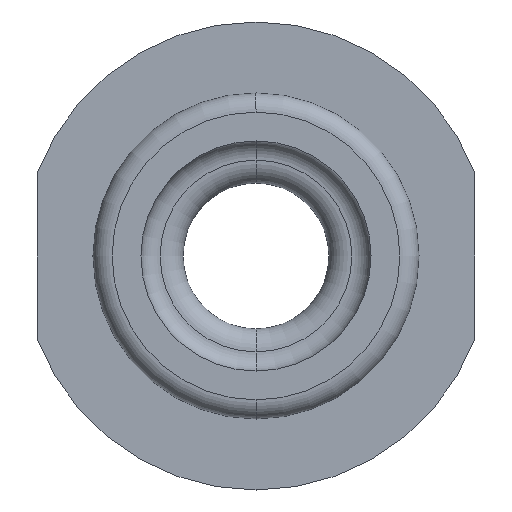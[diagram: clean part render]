
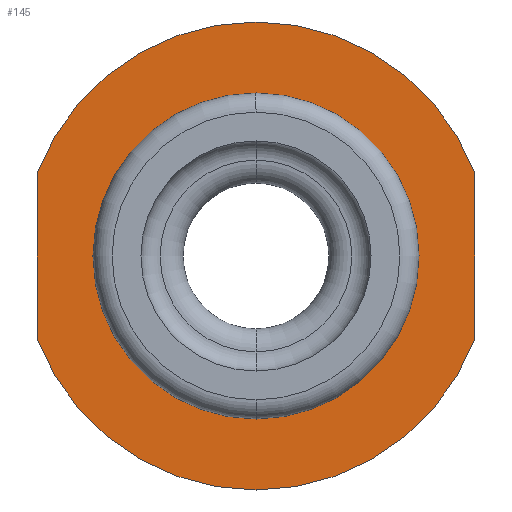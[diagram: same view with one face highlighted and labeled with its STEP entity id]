
A CAD part, front view. The second image highlights one B-rep face of the part: STEP entity #145.
In plain terms, the highlighted planar face has unit normal (0, -1, 0).
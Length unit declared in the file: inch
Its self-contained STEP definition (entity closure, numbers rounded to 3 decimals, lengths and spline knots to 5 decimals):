
#22 = FACE_BOUND ( 'NONE', #154, .T. ) ;
#27 = AXIS2_PLACEMENT_3D ( 'NONE', #275, #614, #280 ) ;
#45 = CARTESIAN_POINT ( 'NONE',  ( 0.057, -0.005, 0.02173 ) ) ;
#51 = EDGE_CURVE ( 'NONE', #466, #235, #61, .T. ) ;
#61 = CIRCLE ( 'NONE', #290, 0.061 ) ;
#63 = DIRECTION ( 'NONE',  ( 0., 0., -1. ) ) ;
#69 = CARTESIAN_POINT ( 'NONE',  ( 0., -0.005, -0.061 ) ) ;
#86 = CARTESIAN_POINT ( 'NONE',  ( 0., -0.005, 0. ) ) ;
#106 = LINE ( 'NONE', #641, #635 ) ;
#122 = AXIS2_PLACEMENT_3D ( 'NONE', #200, #667, #63 ) ;
#133 = CARTESIAN_POINT ( 'NONE',  ( 0., -0.005, 0.0425 ) ) ;
#142 = DIRECTION ( 'NONE',  ( 0., 0., 1. ) ) ;
#145 = ADVANCED_FACE ( 'NONE', ( #22, #562 ), #223, .F. ) ;
#150 = CIRCLE ( 'NONE', #27, 0.0425 ) ;
#154 = EDGE_LOOP ( 'NONE', ( #378, #791 ) ) ;
#186 = VERTEX_POINT ( 'NONE', #372 ) ;
#200 = CARTESIAN_POINT ( 'NONE',  ( 0., -0.005, 0. ) ) ;
#203 = CARTESIAN_POINT ( 'NONE',  ( -0.057, -0.005, 0.02173 ) ) ;
#213 = CIRCLE ( 'NONE', #418, 0.061 ) ;
#219 = CARTESIAN_POINT ( 'NONE',  ( 0., -0.005, 0. ) ) ;
#223 = PLANE ( 'NONE',  #786 ) ;
#231 = DIRECTION ( 'NONE',  ( 0., -1., 0. ) ) ;
#235 = VERTEX_POINT ( 'NONE', #506 ) ;
#246 = EDGE_CURVE ( 'NONE', #782, #186, #106, .T. ) ;
#272 = VERTEX_POINT ( 'NONE', #133 ) ;
#275 = CARTESIAN_POINT ( 'NONE',  ( 0., -0.005, 0. ) ) ;
#280 = DIRECTION ( 'NONE',  ( 0., 0., -1. ) ) ;
#285 = DIRECTION ( 'NONE',  ( 0., -1., 0. ) ) ;
#290 = AXIS2_PLACEMENT_3D ( 'NONE', #86, #683, #748 ) ;
#317 = DIRECTION ( 'NONE',  ( 0., 0., -1. ) ) ;
#340 = EDGE_CURVE ( 'NONE', #186, #466, #769, .T. ) ;
#348 = LINE ( 'NONE', #551, #407 ) ;
#365 = CARTESIAN_POINT ( 'NONE',  ( 0., -0.005, 0. ) ) ;
#371 = CIRCLE ( 'NONE', #527, 0.0425 ) ;
#372 = CARTESIAN_POINT ( 'NONE',  ( -0.057, -0.005, -0.02173 ) ) ;
#378 = ORIENTED_EDGE ( 'NONE', *, *, #734, .F. ) ;
#401 = ORIENTED_EDGE ( 'NONE', *, *, #51, .T. ) ;
#407 = VECTOR ( 'NONE', #616, 39.37008 ) ;
#418 = AXIS2_PLACEMENT_3D ( 'NONE', #365, #231, #317 ) ;
#419 = DIRECTION ( 'NONE',  ( 0., 0., -1. ) ) ;
#464 = ORIENTED_EDGE ( 'NONE', *, *, #340, .T. ) ;
#466 = VERTEX_POINT ( 'NONE', #69 ) ;
#477 = CARTESIAN_POINT ( 'NONE',  ( -0.061, -0.005, 0. ) ) ;
#506 = CARTESIAN_POINT ( 'NONE',  ( 0.057, -0.005, -0.02173 ) ) ;
#510 = ORIENTED_EDGE ( 'NONE', *, *, #833, .T. ) ;
#527 = AXIS2_PLACEMENT_3D ( 'NONE', #219, #285, #419 ) ;
#547 = EDGE_CURVE ( 'NONE', #272, #639, #150, .T. ) ;
#551 = CARTESIAN_POINT ( 'NONE',  ( 0.057, -0.005, 0. ) ) ;
#555 = VERTEX_POINT ( 'NONE', #45 ) ;
#562 = FACE_OUTER_BOUND ( 'NONE', #605, .T. ) ;
#566 = CARTESIAN_POINT ( 'NONE',  ( 0., -0.005, -0.0425 ) ) ;
#605 = EDGE_LOOP ( 'NONE', ( #464, #401, #510, #697, #760 ) ) ;
#614 = DIRECTION ( 'NONE',  ( 0., -1., 0. ) ) ;
#616 = DIRECTION ( 'NONE',  ( 0., 0., 1. ) ) ;
#633 = EDGE_CURVE ( 'NONE', #555, #782, #213, .T. ) ;
#635 = VECTOR ( 'NONE', #846, 39.37008 ) ;
#639 = VERTEX_POINT ( 'NONE', #566 ) ;
#641 = CARTESIAN_POINT ( 'NONE',  ( -0.057, -0.005, 0. ) ) ;
#667 = DIRECTION ( 'NONE',  ( 0., -1., 0. ) ) ;
#683 = DIRECTION ( 'NONE',  ( 0., -1., 0. ) ) ;
#697 = ORIENTED_EDGE ( 'NONE', *, *, #633, .T. ) ;
#734 = EDGE_CURVE ( 'NONE', #639, #272, #371, .T. ) ;
#745 = DIRECTION ( 'NONE',  ( 0., 1., 0. ) ) ;
#748 = DIRECTION ( 'NONE',  ( 0., 0., -1. ) ) ;
#760 = ORIENTED_EDGE ( 'NONE', *, *, #246, .T. ) ;
#769 = CIRCLE ( 'NONE', #122, 0.061 ) ;
#782 = VERTEX_POINT ( 'NONE', #203 ) ;
#786 = AXIS2_PLACEMENT_3D ( 'NONE', #477, #745, #142 ) ;
#791 = ORIENTED_EDGE ( 'NONE', *, *, #547, .F. ) ;
#833 = EDGE_CURVE ( 'NONE', #235, #555, #348, .T. ) ;
#846 = DIRECTION ( 'NONE',  ( 0., 0., -1. ) ) ;
